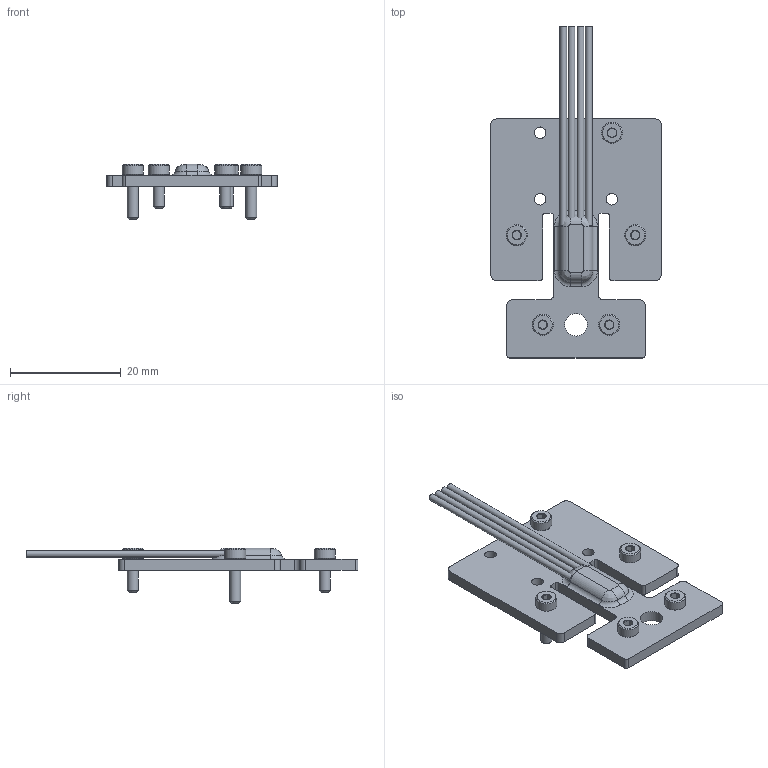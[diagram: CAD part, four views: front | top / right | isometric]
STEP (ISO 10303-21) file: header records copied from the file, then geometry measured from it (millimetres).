
FILE_DESCRIPTION(/* description */ (''),/* implementation_level */ '2;1');
FILE_NAME(/* name */ 'Loadcell Spring board.step',/* time_stamp */ '2024-09-01T15:41:16+08:00',/* author */ (''),/* organization */ (''),/* preprocessor_version */ 'ST-DEVELOPER v20',/* originating_system */ 'Autodesk Translation Framework v13.14.0.145',/* authorisation */ '');
FILE_SCHEMA (('AUTOMOTIVE_DESIGN { 1 0 10303 214 3 1 1 }'));
Length unit declared in the file: millimetre
Products named in the file (5): Loadcell Spring board; M2x6 SH; M2x6 SH (1); M2x8 SH; Strain Guage
Assembly tree (6 placements, depth 2):
  Loadcell Spring board
    M2x6 SH  x2
    M2x6 SH (1)
    M2x8 SH  x2
    Strain Guage
Bounding box: 30.8 x 60 x 10 mm (x, y, z)
Volume: 2684.8 mm3; surface area: 4014.4 mm2
Topology: 11 solids, 11 shells, 178 faces, 362 edges, 216 vertices
Faces by surface type: plane 78, cylinder 47, cone 45, bspline 4, torus 4
Full cylindrical faces by diameter (mm): 1.2 x4, 2 x5, 2.1 x6, 2.6 x2, 3.8 x5, 4.1 x1
Entity records: 3949 total; most frequent: CARTESIAN_POINT 773, DIRECTION 668, ORIENTED_EDGE 574, EDGE_CURVE 287, AXIS2_PLACEMENT_3D 264, VERTEX_POINT 175, EDGE_LOOP 160, LINE 140
